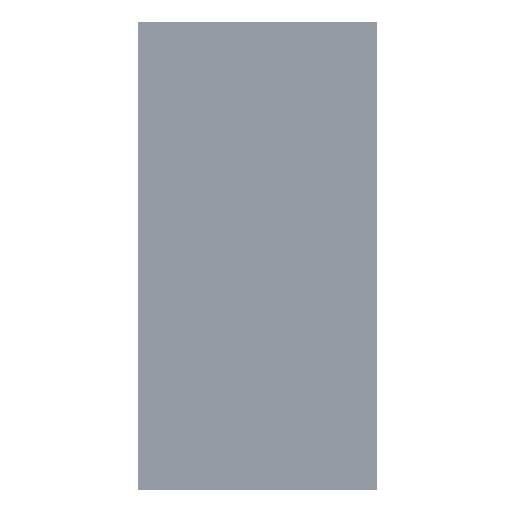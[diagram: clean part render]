
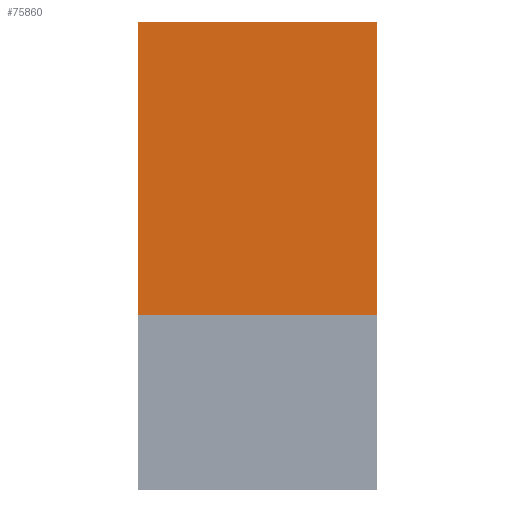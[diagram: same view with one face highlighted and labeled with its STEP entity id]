
A CAD part, left-side view. The second image highlights one B-rep face of the part: STEP entity #75860.
In plain terms, the highlighted planar face has unit normal (-1, 0, 0).
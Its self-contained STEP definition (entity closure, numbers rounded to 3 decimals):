
#679 = CARTESIAN_POINT ( 'NONE',  ( 1419., 1025., 750. ) ) ;
#2665 = VECTOR ( 'NONE', #52883, 1000. ) ;
#4922 = CARTESIAN_POINT ( 'NONE',  ( 1419., 1025., 750. ) ) ;
#6779 = VECTOR ( 'NONE', #12110, 1000. ) ;
#7083 = ORIENTED_EDGE ( 'NONE', *, *, #43350, .F. ) ;
#10935 = EDGE_LOOP ( 'NONE', ( #73321, #72979, #7083, #48609 ) ) ;
#12110 = DIRECTION ( 'NONE',  ( 0., -1., 0. ) ) ;
#14755 = CARTESIAN_POINT ( 'NONE',  ( 1419., 1025., 3258.5 ) ) ;
#16244 = EDGE_CURVE ( 'NONE', #86244, #38609, #45862, .T. ) ;
#27657 = CARTESIAN_POINT ( 'NONE',  ( 1419., -1025., 750. ) ) ;
#32111 = DIRECTION ( 'NONE',  ( 0., -1., 0. ) ) ;
#33628 = CARTESIAN_POINT ( 'NONE',  ( 1419., 1025., 750. ) ) ;
#36023 = PLANE ( 'NONE',  #40684 ) ;
#38609 = VERTEX_POINT ( 'NONE', #27657 ) ;
#40115 = VECTOR ( 'NONE', #44975, 1000. ) ;
#40358 = VERTEX_POINT ( 'NONE', #61556 ) ;
#40684 = AXIS2_PLACEMENT_3D ( 'NONE', #83666, #63272, #64150 ) ;
#43350 = EDGE_CURVE ( 'NONE', #86244, #84139, #76821, .T. ) ;
#44975 = DIRECTION ( 'NONE',  ( 0., 0., 1. ) ) ;
#45862 = LINE ( 'NONE', #4922, #73396 ) ;
#48609 = ORIENTED_EDGE ( 'NONE', *, *, #16244, .T. ) ;
#51877 = EDGE_CURVE ( 'NONE', #84139, #40358, #77715, .T. ) ;
#52883 = DIRECTION ( 'NONE',  ( 0., 0., 1. ) ) ;
#56761 = CARTESIAN_POINT ( 'NONE',  ( 1419., 1025., 3258.5 ) ) ;
#57963 = CARTESIAN_POINT ( 'NONE',  ( 1419., -1025., 750. ) ) ;
#61556 = CARTESIAN_POINT ( 'NONE',  ( 1419., -1025., 3258.5 ) ) ;
#63272 = DIRECTION ( 'NONE',  ( 1., 0., 0. ) ) ;
#64150 = DIRECTION ( 'NONE',  ( 0., 0., -1. ) ) ;
#67645 = LINE ( 'NONE', #57963, #40115 ) ;
#72979 = ORIENTED_EDGE ( 'NONE', *, *, #51877, .F. ) ;
#73321 = ORIENTED_EDGE ( 'NONE', *, *, #77721, .T. ) ;
#73396 = VECTOR ( 'NONE', #32111, 1000. ) ;
#75860 = ADVANCED_FACE ( 'NONE', ( #76660 ), #36023, .F. ) ;
#76660 = FACE_OUTER_BOUND ( 'NONE', #10935, .T. ) ;
#76821 = LINE ( 'NONE', #33628, #2665 ) ;
#77715 = LINE ( 'NONE', #14755, #6779 ) ;
#77721 = EDGE_CURVE ( 'NONE', #38609, #40358, #67645, .T. ) ;
#83666 = CARTESIAN_POINT ( 'NONE',  ( 1419., 1025., 750. ) ) ;
#84139 = VERTEX_POINT ( 'NONE', #56761 ) ;
#86244 = VERTEX_POINT ( 'NONE', #679 ) ;
